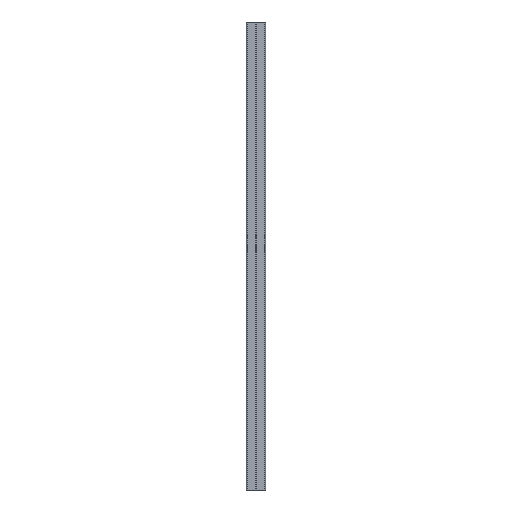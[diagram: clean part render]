
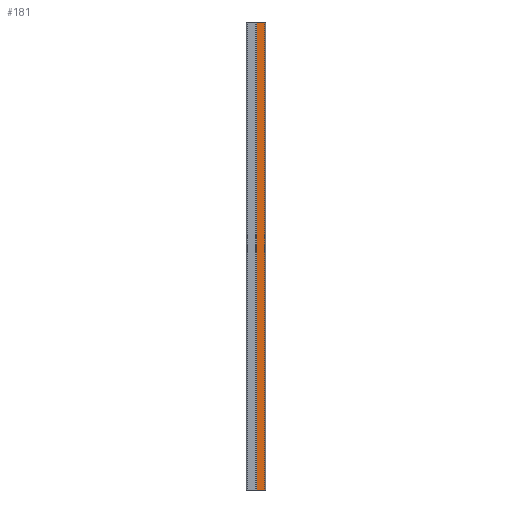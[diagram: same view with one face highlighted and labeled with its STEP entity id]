
A CAD part, left-side view. The second image highlights one B-rep face of the part: STEP entity #181.
In plain terms, the highlighted planar face has unit normal (-1, 0, 0).
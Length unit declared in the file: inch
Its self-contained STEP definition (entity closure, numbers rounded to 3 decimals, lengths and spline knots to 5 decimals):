
#181=ADVANCED_FACE('',(#360),#361,.T.);
#360=FACE_OUTER_BOUND('',#535,.T.);
#361=PLANE('',#536);
#535=EDGE_LOOP('',(#1050,#1051,#1052,#1053));
#536=AXIS2_PLACEMENT_3D('',#1054,#1055,#1056);
#1050=ORIENTED_EDGE('',*,*,#1306,.T.);
#1051=ORIENTED_EDGE('',*,*,#1176,.F.);
#1052=ORIENTED_EDGE('',*,*,#1282,.F.);
#1053=ORIENTED_EDGE('',*,*,#1230,.T.);
#1054=CARTESIAN_POINT('',(-0.8125,-1.1875,0.0));
#1055=DIRECTION('',(-1.0,0.,0.0));
#1056=DIRECTION('',(0.,-1.0,-0.0));
#1176=EDGE_CURVE('',#1445,#1440,#1447,.T.);
#1230=EDGE_CURVE('',#1532,#1530,#1533,.T.);
#1282=EDGE_CURVE('',#1532,#1445,#1601,.T.);
#1306=EDGE_CURVE('',#1530,#1440,#1632,.T.);
#1440=VERTEX_POINT('',#1805);
#1445=VERTEX_POINT('',#1811);
#1447=LINE('',#1813,#1814);
#1530=VERTEX_POINT('',#1922);
#1532=VERTEX_POINT('',#1924);
#1533=LINE('',#1925,#1926);
#1601=LINE('',#2018,#2019);
#1632=LINE('',#2060,#2061);
#1805=CARTESIAN_POINT('',(-0.8125,-0.13625,120.0));
#1811=CARTESIAN_POINT('',(-0.8125,-0.13625,0.0));
#1813=CARTESIAN_POINT('',(-0.8125,-0.13625,0.0));
#1814=VECTOR('',#2171,1.0);
#1922=CARTESIAN_POINT('',(-0.8125,-2.23875,120.0));
#1924=CARTESIAN_POINT('',(-0.8125,-2.23875,0.0));
#1925=CARTESIAN_POINT('',(-0.8125,-2.23875,0.0));
#1926=VECTOR('',#2242,1.0);
#2018=CARTESIAN_POINT('',(-0.8125,-2.23875,0.0));
#2019=VECTOR('',#2312,1.0);
#2060=CARTESIAN_POINT('',(-0.8125,-2.23875,120.0));
#2061=VECTOR('',#2341,1.0);
#2171=DIRECTION('',(0.0,0.0,1.0));
#2242=DIRECTION('',(0.0,0.0,1.0));
#2312=DIRECTION('',(0.,1.0,0.0));
#2341=DIRECTION('',(0.,1.0,0.0));
